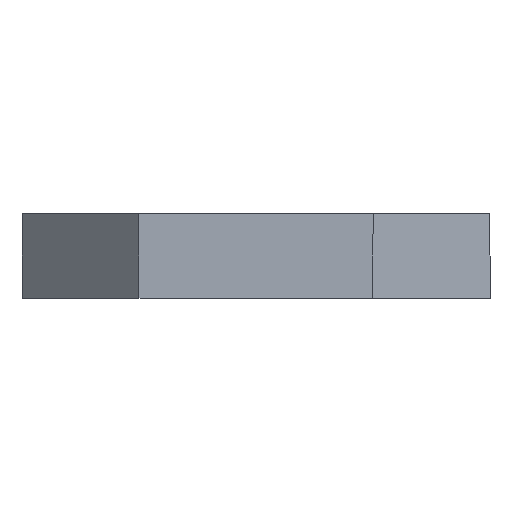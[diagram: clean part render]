
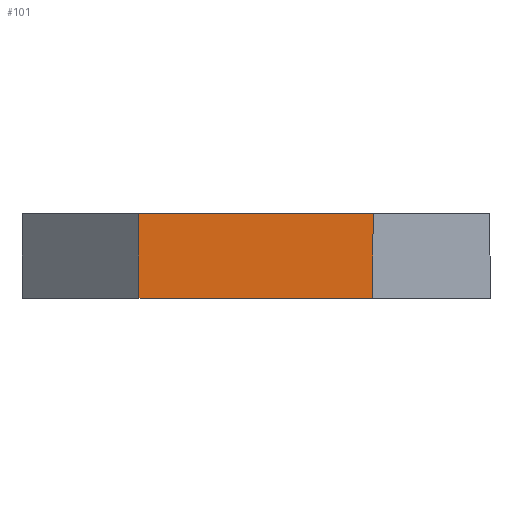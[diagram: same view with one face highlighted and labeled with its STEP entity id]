
A CAD part, front view. The second image highlights one B-rep face of the part: STEP entity #101.
In plain terms, the highlighted planar face has unit normal (0, -1, 0).
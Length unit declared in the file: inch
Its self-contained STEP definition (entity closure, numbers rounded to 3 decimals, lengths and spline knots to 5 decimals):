
#9 = DIRECTION ( 'NONE',  ( 0., 0., -1. ) ) ;
#29 = CARTESIAN_POINT ( 'NONE',  ( 0.125, -1.25, 0. ) ) ;
#33 = LINE ( 'NONE', #738, #45 ) ;
#37 = CARTESIAN_POINT ( 'NONE',  ( -0.125, -1.25, 0. ) ) ;
#45 = VECTOR ( 'NONE', #694, 39.37008 ) ;
#69 = DIRECTION ( 'NONE',  ( 0., 1., 0. ) ) ;
#73 = VECTOR ( 'NONE', #9, 39.37008 ) ;
#75 = LINE ( 'NONE', #462, #73 ) ;
#76 = FACE_OUTER_BOUND ( 'NONE', #502, .T. ) ;
#96 = EDGE_CURVE ( 'NONE', #134, #111, #75, .T. ) ;
#101 = ADVANCED_FACE ( 'NONE', ( #76 ), #380, .F. ) ;
#111 = VERTEX_POINT ( 'NONE', #37 ) ;
#130 = VERTEX_POINT ( 'NONE', #29 ) ;
#134 = VERTEX_POINT ( 'NONE', #194 ) ;
#135 = ORIENTED_EDGE ( 'NONE', *, *, #685, .T. ) ;
#142 = VERTEX_POINT ( 'NONE', #302 ) ;
#194 = CARTESIAN_POINT ( 'NONE',  ( -0.125, -1.25, 0.09 ) ) ;
#232 = DIRECTION ( 'NONE',  ( 0., 0., 1. ) ) ;
#271 = ORIENTED_EDGE ( 'NONE', *, *, #96, .T. ) ;
#302 = CARTESIAN_POINT ( 'NONE',  ( 0.125, -1.25, 0.09 ) ) ;
#315 = EDGE_CURVE ( 'NONE', #134, #142, #33, .T. ) ;
#380 = PLANE ( 'NONE',  #728 ) ;
#411 = CARTESIAN_POINT ( 'NONE',  ( -0.25, -1.25, 0.09 ) ) ;
#462 = CARTESIAN_POINT ( 'NONE',  ( -0.125, -1.25, 0.09 ) ) ;
#463 = ORIENTED_EDGE ( 'NONE', *, *, #315, .F. ) ;
#486 = ORIENTED_EDGE ( 'NONE', *, *, #767, .T. ) ;
#502 = EDGE_LOOP ( 'NONE', ( #463, #271, #135, #486 ) ) ;
#519 = VECTOR ( 'NONE', #746, 39.37008 ) ;
#535 = LINE ( 'NONE', #749, #519 ) ;
#685 = EDGE_CURVE ( 'NONE', #111, #130, #711, .T. ) ;
#694 = DIRECTION ( 'NONE',  ( 1., 0., 0. ) ) ;
#700 = VECTOR ( 'NONE', #831, 39.37008 ) ;
#711 = LINE ( 'NONE', #832, #700 ) ;
#728 = AXIS2_PLACEMENT_3D ( 'NONE', #411, #69, #232 ) ;
#738 = CARTESIAN_POINT ( 'NONE',  ( -0.25, -1.25, 0.09 ) ) ;
#746 = DIRECTION ( 'NONE',  ( 0., 0., 1. ) ) ;
#749 = CARTESIAN_POINT ( 'NONE',  ( 0.125, -1.25, 0.09 ) ) ;
#767 = EDGE_CURVE ( 'NONE', #130, #142, #535, .T. ) ;
#831 = DIRECTION ( 'NONE',  ( 1., 0., 0. ) ) ;
#832 = CARTESIAN_POINT ( 'NONE',  ( -0.25, -1.25, 0. ) ) ;
